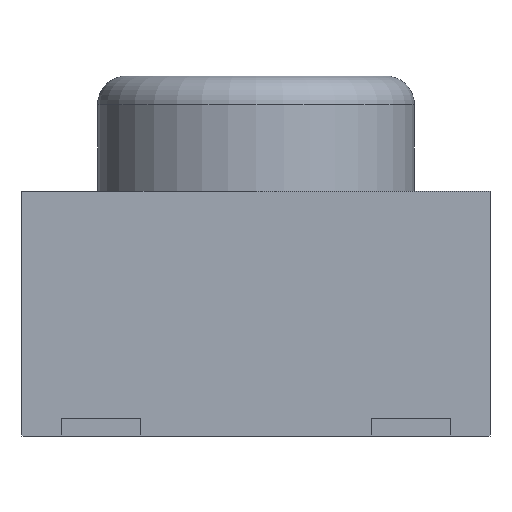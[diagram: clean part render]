
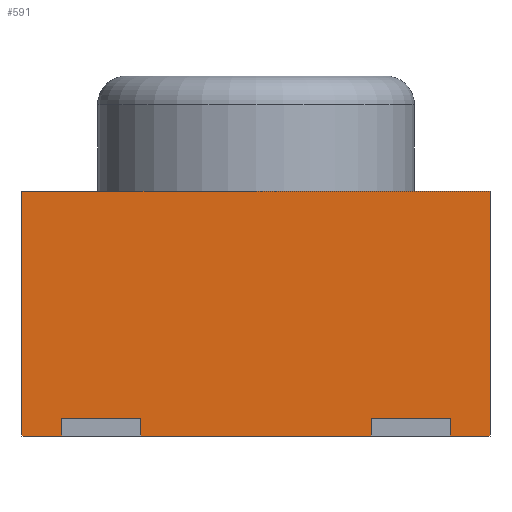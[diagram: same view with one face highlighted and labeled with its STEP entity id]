
A CAD part, left-side view. The second image highlights one B-rep face of the part: STEP entity #591.
In plain terms, the highlighted planar face has unit normal (-1, 0, 0).
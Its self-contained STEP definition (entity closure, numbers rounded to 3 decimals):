
#35=PLANE('',#646);
#78=LINE('',#907,#148);
#82=LINE('',#915,#152);
#85=LINE('',#921,#155);
#89=LINE('',#930,#159);
#93=LINE('',#938,#163);
#96=LINE('',#944,#166);
#100=LINE('',#952,#170);
#101=LINE('',#954,#171);
#102=LINE('',#956,#172);
#103=LINE('',#958,#173);
#104=LINE('',#959,#174);
#105=LINE('',#960,#175);
#148=VECTOR('',#749,10.);
#152=VECTOR('',#755,10.);
#155=VECTOR('',#760,10.);
#159=VECTOR('',#768,10.);
#163=VECTOR('',#774,10.);
#166=VECTOR('',#779,10.);
#170=VECTOR('',#787,10.);
#171=VECTOR('',#788,10.);
#172=VECTOR('',#789,10.);
#173=VECTOR('',#790,10.);
#174=VECTOR('',#791,10.);
#175=VECTOR('',#792,10.);
#210=FACE_OUTER_BOUND('',#241,.T.);
#241=EDGE_LOOP('',(#501,#502,#503,#504,#505,#506,#507,#508,#509,#510,#511,
#512));
#289=VERTEX_POINT('',#905);
#290=VERTEX_POINT('',#906);
#293=VERTEX_POINT('',#914);
#295=VERTEX_POINT('',#920);
#297=VERTEX_POINT('',#928);
#298=VERTEX_POINT('',#929);
#301=VERTEX_POINT('',#937);
#303=VERTEX_POINT('',#943);
#305=VERTEX_POINT('',#951);
#306=VERTEX_POINT('',#953);
#307=VERTEX_POINT('',#955);
#308=VERTEX_POINT('',#957);
#357=EDGE_CURVE('',#289,#290,#78,.T.);
#361=EDGE_CURVE('',#290,#293,#82,.T.);
#364=EDGE_CURVE('',#295,#289,#85,.T.);
#368=EDGE_CURVE('',#297,#298,#89,.T.);
#372=EDGE_CURVE('',#298,#301,#93,.T.);
#375=EDGE_CURVE('',#301,#303,#96,.T.);
#379=EDGE_CURVE('',#305,#293,#100,.T.);
#380=EDGE_CURVE('',#305,#306,#101,.T.);
#381=EDGE_CURVE('',#307,#306,#102,.T.);
#382=EDGE_CURVE('',#308,#307,#103,.T.);
#383=EDGE_CURVE('',#297,#308,#104,.T.);
#384=EDGE_CURVE('',#295,#303,#105,.T.);
#501=ORIENTED_EDGE('',*,*,#361,.T.);
#502=ORIENTED_EDGE('',*,*,#379,.F.);
#503=ORIENTED_EDGE('',*,*,#380,.T.);
#504=ORIENTED_EDGE('',*,*,#381,.F.);
#505=ORIENTED_EDGE('',*,*,#382,.F.);
#506=ORIENTED_EDGE('',*,*,#383,.F.);
#507=ORIENTED_EDGE('',*,*,#368,.T.);
#508=ORIENTED_EDGE('',*,*,#372,.T.);
#509=ORIENTED_EDGE('',*,*,#375,.T.);
#510=ORIENTED_EDGE('',*,*,#384,.F.);
#511=ORIENTED_EDGE('',*,*,#364,.T.);
#512=ORIENTED_EDGE('',*,*,#357,.T.);
#591=ADVANCED_FACE('',(#210),#35,.T.);
#646=AXIS2_PLACEMENT_3D('',#950,#785,#786);
#749=DIRECTION('',(0.,-1.,0.));
#755=DIRECTION('',(0.,0.,-1.));
#760=DIRECTION('',(0.,0.,1.));
#768=DIRECTION('',(0.,0.,1.));
#774=DIRECTION('',(0.,-1.,0.));
#779=DIRECTION('',(0.,0.,-1.));
#785=DIRECTION('center_axis',(-1.,0.,0.));
#786=DIRECTION('ref_axis',(0.,-1.,0.));
#787=DIRECTION('',(0.,1.,0.));
#788=DIRECTION('',(0.,0.,1.));
#789=DIRECTION('',(0.,-1.,0.));
#790=DIRECTION('',(0.,0.,1.));
#791=DIRECTION('',(0.,1.,0.));
#792=DIRECTION('',(0.,1.,0.));
#905=CARTESIAN_POINT('',(-2.1,-0.8,0.12));
#906=CARTESIAN_POINT('',(-2.1,-1.35,0.12));
#907=CARTESIAN_POINT('',(-2.1,0.138,0.12));
#914=CARTESIAN_POINT('',(-2.1,-1.35,0.));
#915=CARTESIAN_POINT('',(-2.1,-1.35,0.));
#920=CARTESIAN_POINT('',(-2.1,-0.8,0.));
#921=CARTESIAN_POINT('',(-2.1,-0.8,0.06));
#928=CARTESIAN_POINT('',(-2.1,1.35,0.));
#929=CARTESIAN_POINT('',(-2.1,1.35,0.12));
#930=CARTESIAN_POINT('',(-2.1,1.35,0.06));
#937=CARTESIAN_POINT('',(-2.1,0.8,0.12));
#938=CARTESIAN_POINT('',(-2.1,1.213,0.12));
#943=CARTESIAN_POINT('',(-2.1,0.8,0.));
#944=CARTESIAN_POINT('',(-2.1,0.8,0.));
#950=CARTESIAN_POINT('Origin',(-2.1,1.625,0.));
#951=CARTESIAN_POINT('',(-2.1,-1.625,0.));
#952=CARTESIAN_POINT('',(-2.1,-1.625,0.));
#953=CARTESIAN_POINT('',(-2.1,-1.625,1.7));
#954=CARTESIAN_POINT('',(-2.1,-1.625,0.));
#955=CARTESIAN_POINT('',(-2.1,1.625,1.7));
#956=CARTESIAN_POINT('',(-2.1,-1.625,1.7));
#957=CARTESIAN_POINT('',(-2.1,1.625,0.));
#958=CARTESIAN_POINT('',(-2.1,1.625,0.));
#959=CARTESIAN_POINT('',(-2.1,-1.625,0.));
#960=CARTESIAN_POINT('',(-2.1,-1.625,0.));
